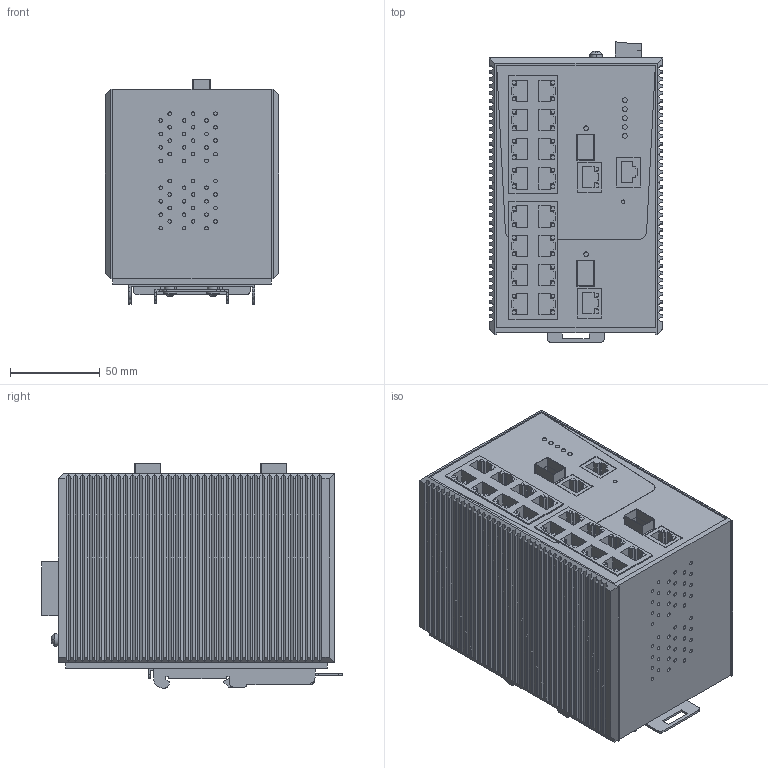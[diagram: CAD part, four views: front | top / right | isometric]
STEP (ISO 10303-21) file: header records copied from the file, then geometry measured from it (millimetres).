
FILE_DESCRIPTION(('CATIA V5 STEP Exchange','CAx-IF Rec.Pracs.--- Model Styling and Organization---1.4--- 2014-01-23'),'2;1');
FILE_NAME ('D1499563_0', '2021-08-13T09:32:24+00:00', ('none'), ('Weidmueller'), 'CATIA Version 5-6 Release 2016 SP3 HF44', 'CATIA V5 STEP AP214', 'none');
FILE_SCHEMA(('AUTOMOTIVE_DESIGN { 1 0 10303 214 1 1 1 1 }'));
Products named in the file (1): S3D_IE_SW_AL18M_16TX_2GC
Bounding box: 96.4 x 167.25 x 124.83 mm (x, y, z)
Volume: 1533775.2 mm3; surface area: 187706.7 mm2
Topology: 63 solids, 63 shells, 2075 faces, 5168 edges, 3420 vertices
Faces by surface type: plane 1671, cylinder 312, extrusion 82, revolution 8, sphere 2
Entity records: 60967 total; most frequent: CARTESIAN_POINT 12776, ORIENTED_EDGE 10336, DIRECTION 7455, EDGE_CURVE 5168, VECTOR 4109, LINE 4027, VERTEX_POINT 3420, EDGE_LOOP 2308
